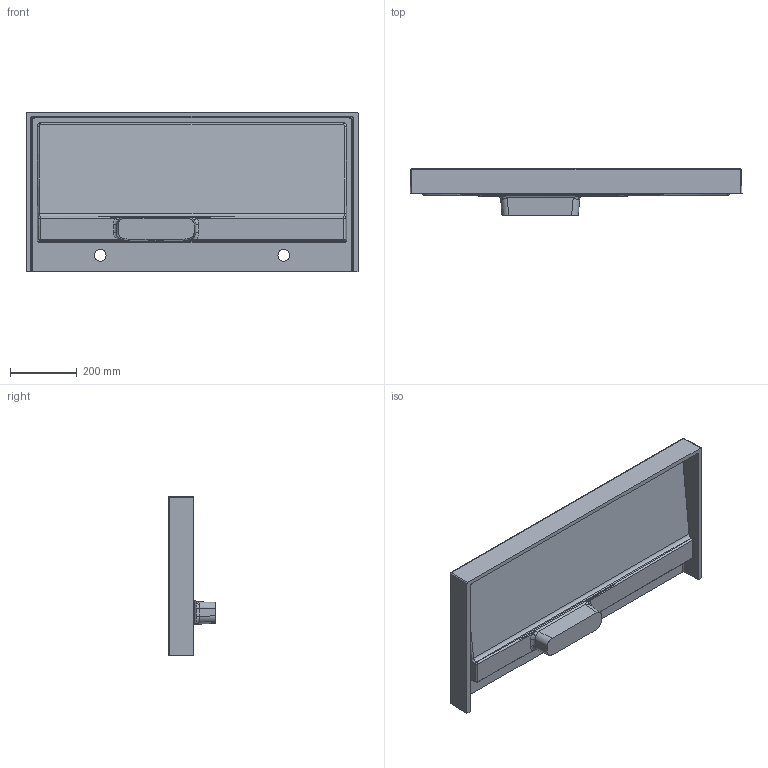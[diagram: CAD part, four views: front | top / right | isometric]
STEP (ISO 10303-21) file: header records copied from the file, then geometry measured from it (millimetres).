
FILE_DESCRIPTION (( 'STEP AP214' ), '1' );
FILE_NAME ('Agness 1000.STEP', '2023-07-07T07:58:50', ( 'User Windows' ), ( '' ), 'SwSTEP 2.0', 'SolidWorks 2020', '' );
FILE_SCHEMA (( 'AUTOMOTIVE_DESIGN' ));
Length unit declared in the file: millimetre
Products named in the file (1): Agness 1000
Bounding box: 995 x 140 x 479.26 mm (x, y, z)
Volume: 8759275.3 mm3; surface area: 1603232.5 mm2
Topology: 2 solids, 2 shells, 207 faces, 510 edges, 299 vertices
Faces by surface type: cylinder 79, bspline 75, plane 47, sphere 6
Full cylindrical faces by diameter (mm): 35 x2, 45 x1
Entity records: 8843 total; most frequent: CARTESIAN_POINT 4713, ORIENTED_EDGE 992, DIRECTION 684, EDGE_CURVE 496, VERTEX_POINT 298, AXIS2_PLACEMENT_3D 250, EDGE_LOOP 218, FACE_OUTER_BOUND 210
